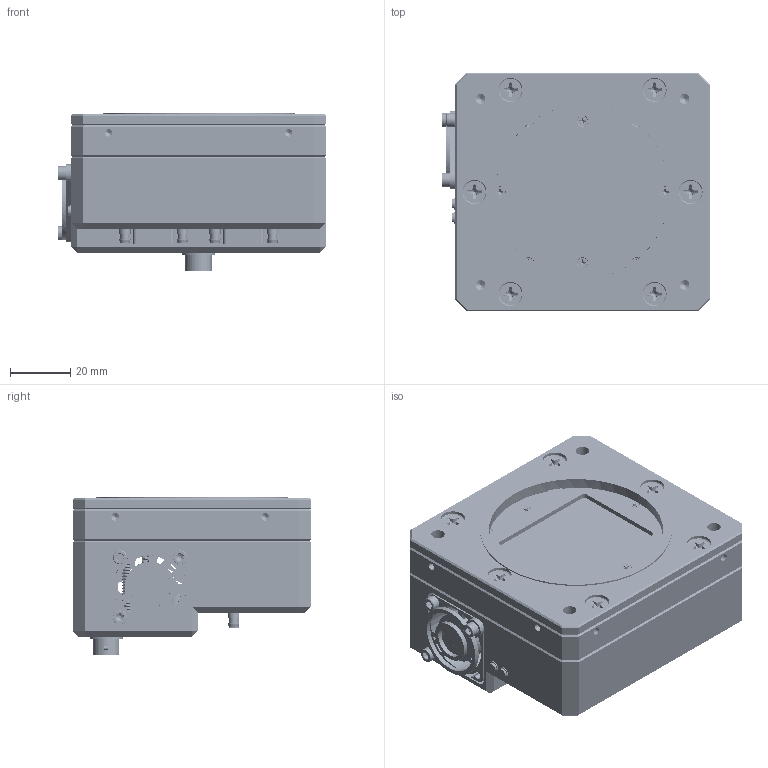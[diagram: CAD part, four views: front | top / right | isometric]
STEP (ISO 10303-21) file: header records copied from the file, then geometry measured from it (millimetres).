
FILE_DESCRIPTION (( 'STEP AP203' ), '1' );
FILE_NAME ('DP29336-B_COE71XCLYY-K.step', '2021-12-02T10:05:58', ( '' ), ( '' ), 'SwSTEP 2.0', 'SolidWorks 2021', '' );
FILE_SCHEMA (( 'CONFIG_CONTROL_DESIGN' ));
Products named in the file (1): DP29336-B_COE71XCLYY-K
Bounding box: 89.37 x 79.46 x 52.95 mm (x, y, z)
Surface area: 100938.8 mm2 (no closed solid volume)
Topology: 0 solids, 782 shells, 11415 faces, 33184 edges, 22684 vertices
Faces by surface type: plane 5628, cylinder 4214, cone 1459, bspline 106, torus 8
Entity records: 482505 total; most frequent: CARTESIAN_POINT 217520, ORIENTED_EDGE 59763, DIRECTION 43543, EDGE_CURVE 33060, VERTEX_POINT 22684, AXIS2_PLACEMENT_3D 16231, B_SPLINE_CURVE_WITH_KNOTS 14579, EDGE_LOOP 12227
